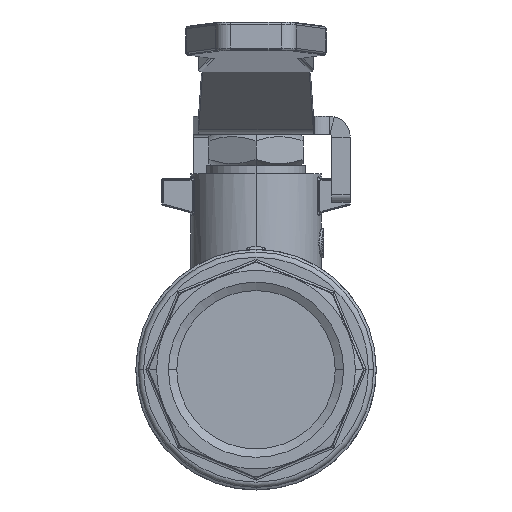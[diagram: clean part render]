
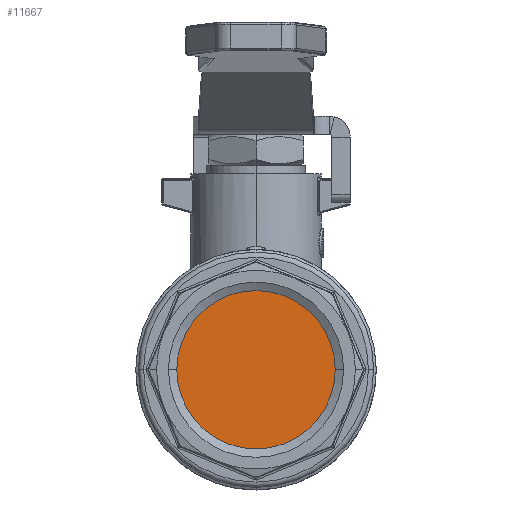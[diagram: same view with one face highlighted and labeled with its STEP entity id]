
A CAD part, front view. The second image highlights one B-rep face of the part: STEP entity #11667.
In plain terms, the highlighted planar face has unit normal (0, -1, 0).
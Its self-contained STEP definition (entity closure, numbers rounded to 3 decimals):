
#11357=CARTESIAN_POINT('',(15.146,-19.5,-0.));
#11358=VERTEX_POINT('',#11357);
#11372=CARTESIAN_POINT('',(-15.146,-19.5,0.));
#11373=VERTEX_POINT('',#11372);
#11380=CARTESIAN_POINT('',(0.,-19.5,0.));
#11381=DIRECTION('',(0.,-1.,0.));
#11382=DIRECTION('',(1.,0.,-0.));
#11383=AXIS2_PLACEMENT_3D('',#11380,#11381,#11382);
#11384=CIRCLE('',#11383,15.146);
#11385=EDGE_CURVE('',#11358,#11373,#11384,.T.);
#11652=CARTESIAN_POINT('',(13.573,-19.5,-0.));
#11653=DIRECTION('',(0.,-1.,0.));
#11654=DIRECTION('',(1.,0.,-0.));
#11655=AXIS2_PLACEMENT_3D('',#11652,#11653,#11654);
#11656=PLANE('',#11655);
#11657=CARTESIAN_POINT('',(0.,-19.5,0.));
#11658=DIRECTION('',(0.,-1.,0.));
#11659=DIRECTION('',(1.,0.,-0.));
#11660=AXIS2_PLACEMENT_3D('',#11657,#11658,#11659);
#11661=CIRCLE('',#11660,15.146);
#11662=EDGE_CURVE('',#11373,#11358,#11661,.T.);
#11663=ORIENTED_EDGE('',*,*,#11662,.T.);
#11664=ORIENTED_EDGE('',*,*,#11385,.T.);
#11665=EDGE_LOOP('',(#11663,#11664));
#11666=FACE_BOUND('',#11665,.T.);
#11667=ADVANCED_FACE('',(#11666),#11656,.T.);
